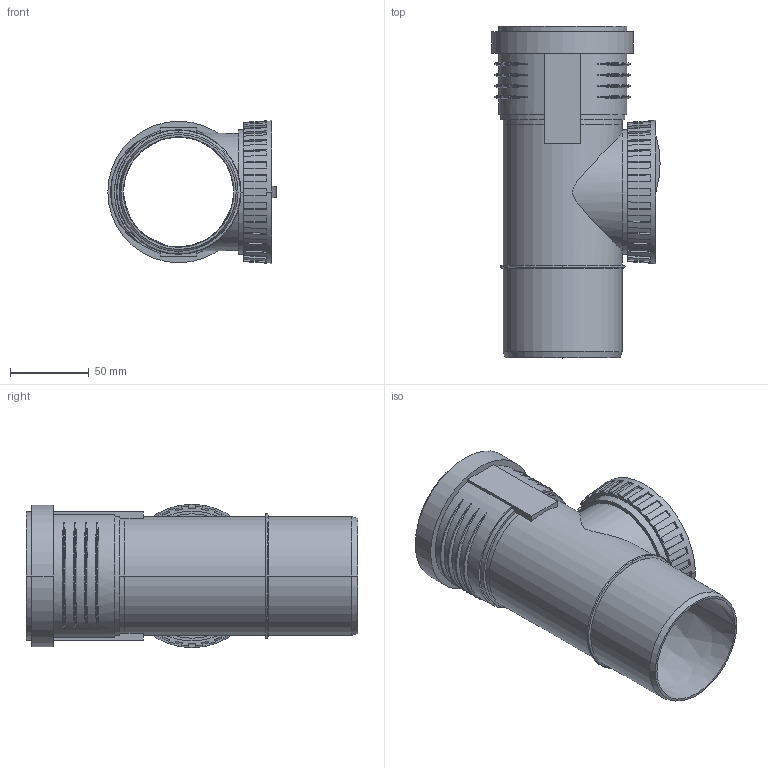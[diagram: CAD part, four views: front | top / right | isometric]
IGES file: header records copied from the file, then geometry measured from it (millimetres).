
Global section: file name: No Iges File Name specified; native system: Autodesk Inventor 2011; preprocessor: AutoDesk Inventor Iges Exporter R2011; author: Marco; date: 20120116.132038; units: millimetre
Bounding box: 106.52 x 210 x 90.7 mm (x, y, z)
Volume: 196570.8 mm3; surface area: 147624.9 mm2
Topology: 3 solids, 3 shells, 238 faces, 651 edges, 432 vertices
Faces by surface type: plane 158, revolution 23, cylinder 19, torus 18, bspline 12, cone 8
